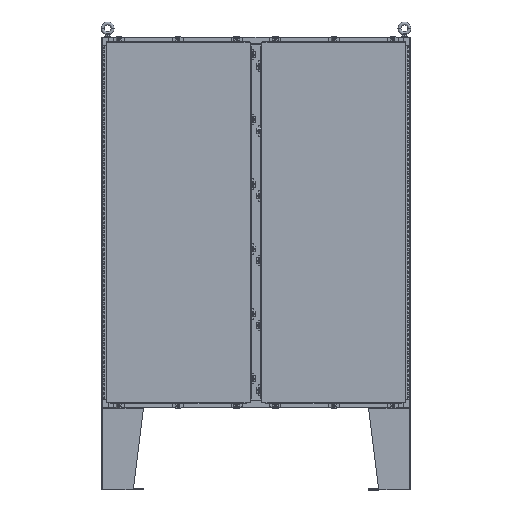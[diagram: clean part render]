
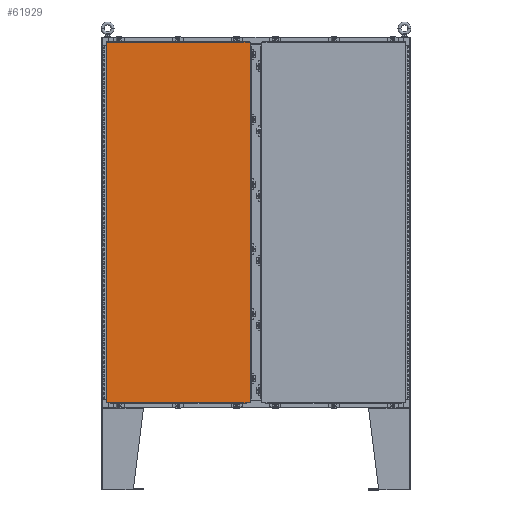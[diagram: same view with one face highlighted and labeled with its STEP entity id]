
A CAD part, top view. The second image highlights one B-rep face of the part: STEP entity #61929.
In plain terms, the highlighted planar face has unit normal (0, 0, 1).
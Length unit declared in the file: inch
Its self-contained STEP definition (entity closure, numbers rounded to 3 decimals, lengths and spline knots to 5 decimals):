
#139 = DIRECTION ( 'NONE',  ( 1., 0., 0. ) ) ;
#4918 = ORIENTED_EDGE ( 'NONE', *, *, #10708, .T. ) ;
#8073 = DIRECTION ( 'NONE',  ( 0., 1., 0. ) ) ;
#8517 = CARTESIAN_POINT ( 'NONE',  ( 13.9178, -35.0182, 0. ) ) ;
#10289 = PLANE ( 'NONE',  #71296 ) ;
#10708 = EDGE_CURVE ( 'NONE', #19656, #65642, #23079, .T. ) ;
#11779 = CARTESIAN_POINT ( 'NONE',  ( -13.9178, -35.0182, 0. ) ) ;
#14920 = DIRECTION ( 'NONE',  ( -1., 0., 0. ) ) ;
#15502 = LINE ( 'NONE', #44625, #63097 ) ;
#15964 = VECTOR ( 'NONE', #8073, 39.37008 ) ;
#16258 = DIRECTION ( 'NONE',  ( -1., 0., 0. ) ) ;
#17863 = LINE ( 'NONE', #26758, #15964 ) ;
#19656 = VERTEX_POINT ( 'NONE', #11779 ) ;
#21160 = DIRECTION ( 'NONE',  ( 0., -1., 0. ) ) ;
#21183 = VECTOR ( 'NONE', #139, 39.37008 ) ;
#22768 = EDGE_CURVE ( 'NONE', #65642, #28284, #17863, .T. ) ;
#23079 = LINE ( 'NONE', #53709, #21183 ) ;
#23212 = FACE_OUTER_BOUND ( 'NONE', #33938, .T. ) ;
#26758 = CARTESIAN_POINT ( 'NONE',  ( 13.9178, -35.0182, 0. ) ) ;
#28284 = VERTEX_POINT ( 'NONE', #67634 ) ;
#29518 = VECTOR ( 'NONE', #21160, 39.37008 ) ;
#30523 = EDGE_CURVE ( 'NONE', #28284, #73263, #15502, .T. ) ;
#30527 = CARTESIAN_POINT ( 'NONE',  ( -13.9178, 35.0182, 0. ) ) ;
#30533 = EDGE_CURVE ( 'NONE', #73263, #19656, #61229, .T. ) ;
#33674 = ORIENTED_EDGE ( 'NONE', *, *, #30533, .T. ) ;
#33938 = EDGE_LOOP ( 'NONE', ( #4918, #74821, #53380, #33674 ) ) ;
#33979 = CARTESIAN_POINT ( 'NONE',  ( 0., 0., 0. ) ) ;
#44625 = CARTESIAN_POINT ( 'NONE',  ( 13.9178, 35.0182, 0. ) ) ;
#52005 = DIRECTION ( 'NONE',  ( 0., 0., -1. ) ) ;
#53380 = ORIENTED_EDGE ( 'NONE', *, *, #30523, .T. ) ;
#53709 = CARTESIAN_POINT ( 'NONE',  ( -13.9178, -35.0182, 0. ) ) ;
#56912 = CARTESIAN_POINT ( 'NONE',  ( -13.9178, 35.0182, 0. ) ) ;
#61229 = LINE ( 'NONE', #56912, #29518 ) ;
#61929 = ADVANCED_FACE ( 'NONE', ( #23212 ), #10289, .F. ) ;
#63097 = VECTOR ( 'NONE', #14920, 39.37008 ) ;
#65642 = VERTEX_POINT ( 'NONE', #8517 ) ;
#67634 = CARTESIAN_POINT ( 'NONE',  ( 13.9178, 35.0182, 0. ) ) ;
#71296 = AXIS2_PLACEMENT_3D ( 'NONE', #33979, #52005, #16258 ) ;
#73263 = VERTEX_POINT ( 'NONE', #30527 ) ;
#74821 = ORIENTED_EDGE ( 'NONE', *, *, #22768, .T. ) ;
